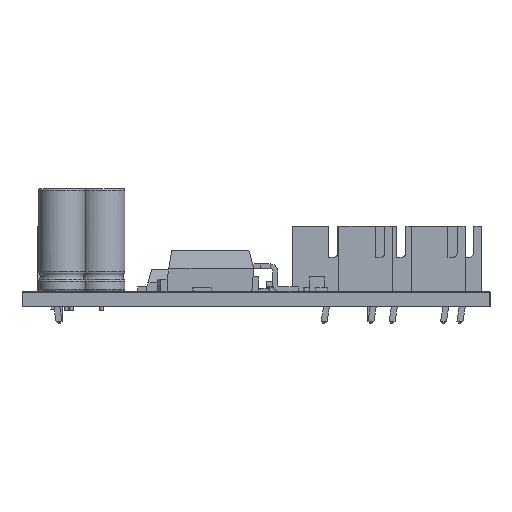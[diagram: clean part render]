
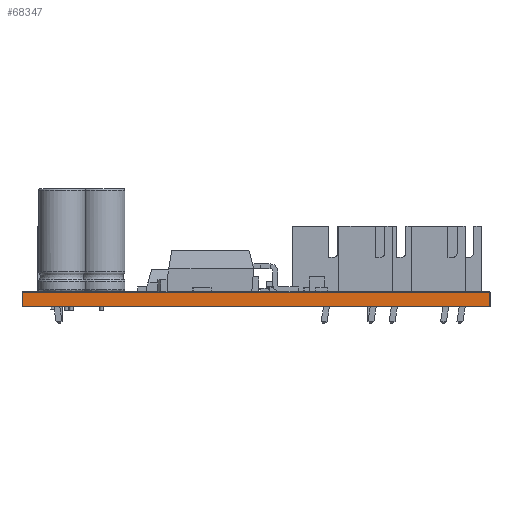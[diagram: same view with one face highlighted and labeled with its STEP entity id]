
A CAD part, left-side view. The second image highlights one B-rep face of the part: STEP entity #68347.
In plain terms, the highlighted planar face has unit normal (-1, 0, 0).
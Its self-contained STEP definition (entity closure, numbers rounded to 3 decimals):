
#68291 = VERTEX_POINT('',#68292);
#68292 = CARTESIAN_POINT('',(36.,-105.,1.51));
#68298 = EDGE_CURVE('',#68299,#68291,#68301,.T.);
#68299 = VERTEX_POINT('',#68300);
#68300 = CARTESIAN_POINT('',(36.,-105.,0.));
#68301 = LINE('',#68302,#68303);
#68302 = CARTESIAN_POINT('',(36.,-105.,0.));
#68303 = VECTOR('',#68304,1.);
#68304 = DIRECTION('',(0.,0.,1.));
#68347 = ADVANCED_FACE('',(#68348),#68373,.T.);
#68348 = FACE_BOUND('',#68349,.T.);
#68349 = EDGE_LOOP('',(#68350,#68351,#68359,#68367));
#68350 = ORIENTED_EDGE('',*,*,#68298,.T.);
#68351 = ORIENTED_EDGE('',*,*,#68352,.T.);
#68352 = EDGE_CURVE('',#68291,#68353,#68355,.T.);
#68353 = VERTEX_POINT('',#68354);
#68354 = CARTESIAN_POINT('',(36.,-55.,1.51));
#68355 = LINE('',#68356,#68357);
#68356 = CARTESIAN_POINT('',(36.,-105.,1.51));
#68357 = VECTOR('',#68358,1.);
#68358 = DIRECTION('',(0.,1.,0.));
#68359 = ORIENTED_EDGE('',*,*,#68360,.F.);
#68360 = EDGE_CURVE('',#68361,#68353,#68363,.T.);
#68361 = VERTEX_POINT('',#68362);
#68362 = CARTESIAN_POINT('',(36.,-55.,0.));
#68363 = LINE('',#68364,#68365);
#68364 = CARTESIAN_POINT('',(36.,-55.,0.));
#68365 = VECTOR('',#68366,1.);
#68366 = DIRECTION('',(0.,0.,1.));
#68367 = ORIENTED_EDGE('',*,*,#68368,.F.);
#68368 = EDGE_CURVE('',#68299,#68361,#68369,.T.);
#68369 = LINE('',#68370,#68371);
#68370 = CARTESIAN_POINT('',(36.,-105.,0.));
#68371 = VECTOR('',#68372,1.);
#68372 = DIRECTION('',(0.,1.,0.));
#68373 = PLANE('',#68374);
#68374 = AXIS2_PLACEMENT_3D('',#68375,#68376,#68377);
#68375 = CARTESIAN_POINT('',(36.,-105.,0.));
#68376 = DIRECTION('',(-1.,0.,0.));
#68377 = DIRECTION('',(0.,1.,0.));
